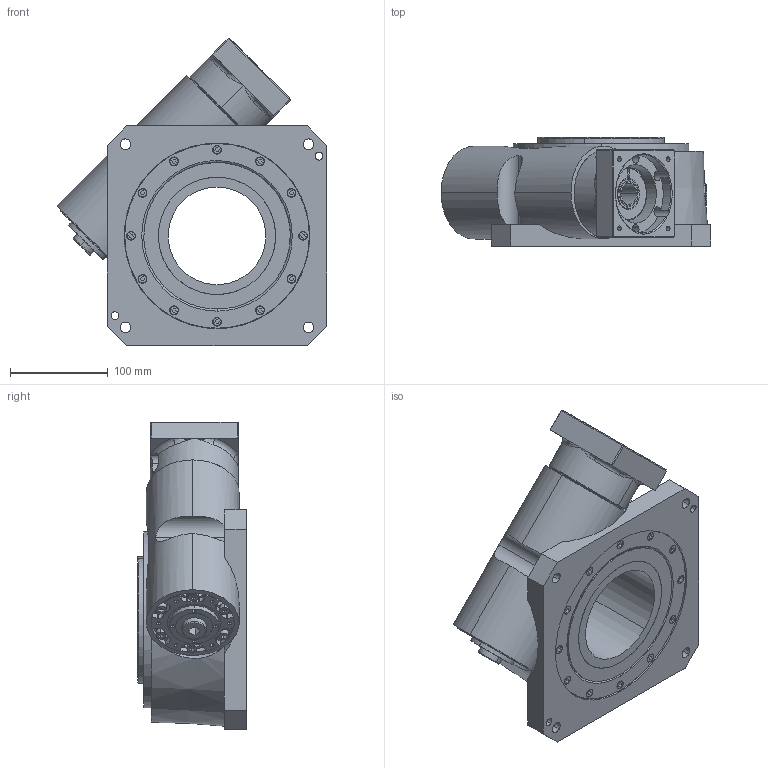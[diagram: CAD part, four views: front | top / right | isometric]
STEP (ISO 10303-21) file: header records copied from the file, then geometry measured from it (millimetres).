
FILE_DESCRIPTION (( 'STEP AP214' ), '1' );
FILE_NAME ('HC90HP-20R-80100-M6-22.STEP', '2022-06-25T02:42:16', ( 'Windows User' ), ( 'P R C' ), 'SwSTEP 2.0', 'SolidWorks 2020', '' );
FILE_SCHEMA (( 'AUTOMOTIVE_DESIGN' ));
Length unit declared in the file: millimetre
Products named in the file (1): HC90HP-20R-80100-M6-22
Bounding box: 276.2 x 111.5 x 314.73 mm (x, y, z)
Surface area: 367659.4 mm2 (no closed solid volume)
Topology: 0 solids, 78 shells, 926 faces, 2636 edges, 1771 vertices
Faces by surface type: plane 467, cylinder 361, torus 68, cone 20, bspline 10
Entity records: 42495 total; most frequent: CARTESIAN_POINT 7696, DIRECTION 5412, ORIENTED_EDGE 4624, EDGE_CURVE 2620, AXIS2_PLACEMENT_3D 1978, VERTEX_POINT 1771, VECTOR 1456, LINE 1456
